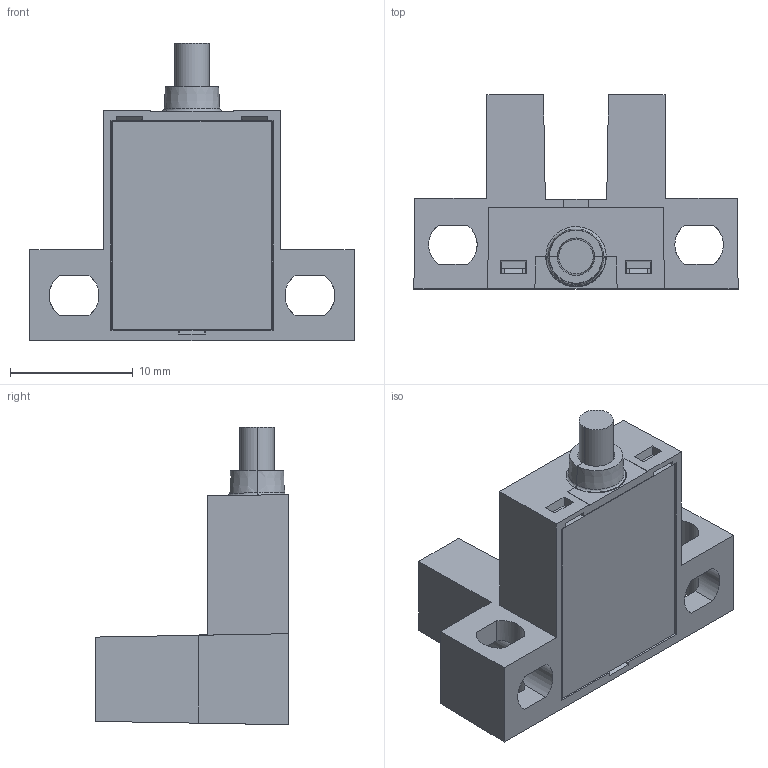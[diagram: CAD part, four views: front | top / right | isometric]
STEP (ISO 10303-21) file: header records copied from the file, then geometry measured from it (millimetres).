
FILE_DESCRIPTION (( 'STEP AP214' ), '1' );
FILE_NAME ('PXSLSL-305NA-W_3D.STEP', '2022-10-25T20:16:39', ( '' ), ( '' ), 'SwSTEP 2.0', 'SolidWorks 2022', '' );
FILE_SCHEMA (( 'AUTOMOTIVE_DESIGN' ));
Length unit declared in the file: inch
Products named in the file (1): PXSLSL-305NA-W_3D
Bounding box: 26.4 x 15.8 x 24.23 mm (x, y, z)
Volume: 2450.5 mm3; surface area: 3224.2 mm2
Topology: 1 solids, 4 shells, 237 faces, 716 edges, 474 vertices
Faces by surface type: plane 197, cylinder 30, torus 4, cone 4, bspline 2
Entity records: 9057 total; most frequent: CARTESIAN_POINT 2287, ORIENTED_EDGE 1432, DIRECTION 1068, EDGE_CURVE 716, LINE 532, VECTOR 532, VERTEX_POINT 474, AXIS2_PLACEMENT_3D 268
